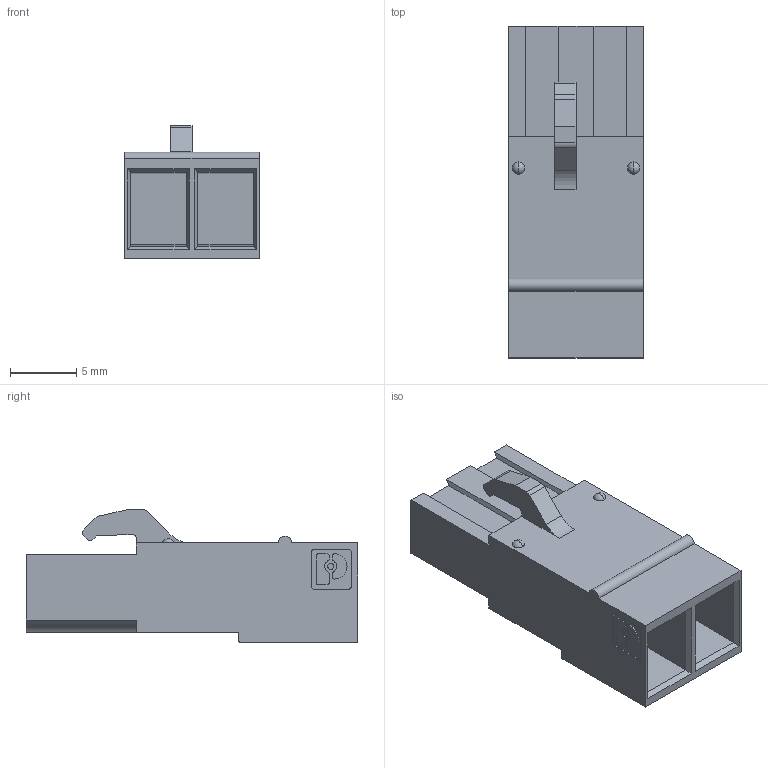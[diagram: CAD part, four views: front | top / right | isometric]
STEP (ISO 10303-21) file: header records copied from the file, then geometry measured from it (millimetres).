
FILE_DESCRIPTION(('Creo Elements/Direct Modeling STEP Export'),'2;1');
FILE_NAME('model.stp','2017-09-20T20:35:12',(''),(''),'Creo Elements/Direct Modeling STEP processor for AP214 (Solid Model)','Creo Elements/Direct Modeling 18.1I 14-Aug-2016 (C) Parametric Technology GmbH','');
FILE_SCHEMA(('AUTOMOTIVE_DESIGN { 1 0 10303 214 1 1 1 1 }'));
Length unit declared in the file: millimetre
Products named in the file (2): MSTBC_2_5-2-ST-5_08
Assembly tree (1 placements, depth 2):
  MSTBC_2_5-2-ST-5_08
    MSTBC_2_5-2-ST-5_08
Bounding box: 10.16 x 25 x 10 mm (x, y, z)
Volume: 1306.7 mm3; surface area: 1371.1 mm2
Topology: 1 solids, 1 shells, 114 faces, 296 edges, 192 vertices
Faces by surface type: plane 73, cylinder 37, sphere 4
Entity records: 4343 total; most frequent: CARTESIAN_POINT 586, ORIENTED_EDGE 584, DIRECTION 580, EDGE_CURVE 292, VECTOR 208, LINE 208, VERTEX_POINT 192, AXIS2_PLACEMENT_3D 186
